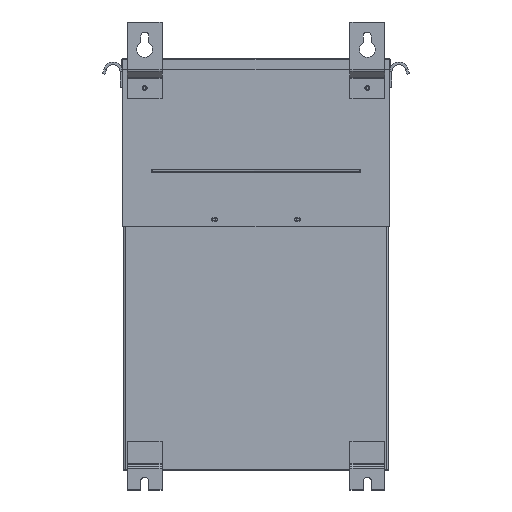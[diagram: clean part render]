
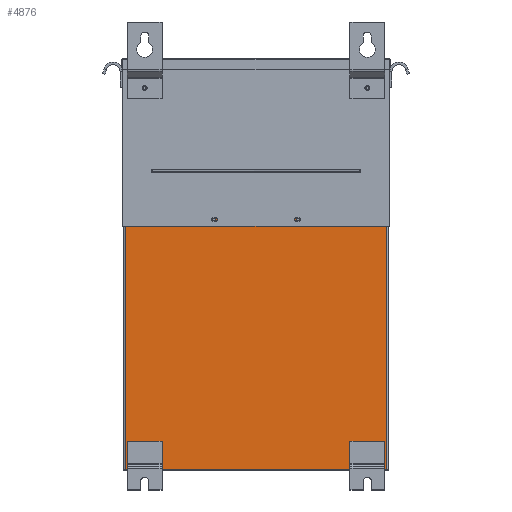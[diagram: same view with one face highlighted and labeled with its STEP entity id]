
A CAD part, top view. The second image highlights one B-rep face of the part: STEP entity #4876.
In plain terms, the highlighted face is planar.
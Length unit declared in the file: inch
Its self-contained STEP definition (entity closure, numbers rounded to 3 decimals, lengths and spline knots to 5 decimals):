
#369 = EDGE_CURVE ( 'NONE', #3507, #17904, #830, .T. ) ;
#371 = VERTEX_POINT ( 'NONE', #16854 ) ;
#830 = CIRCLE ( 'NONE', #15142, 0.1045 ) ;
#1547 = LINE ( 'NONE', #4733, #18217 ) ;
#1635 = CIRCLE ( 'NONE', #10805, 0.1045 ) ;
#1675 = DIRECTION ( 'NONE',  ( 0., 0., 1. ) ) ;
#2129 = EDGE_CURVE ( 'NONE', #371, #13422, #1547, .T. ) ;
#2528 = AXIS2_PLACEMENT_3D ( 'NONE', #11449, #1675, #13044 ) ;
#2635 = EDGE_CURVE ( 'NONE', #2772, #5590, #16932, .T. ) ;
#2772 = VERTEX_POINT ( 'NONE', #20623 ) ;
#2773 = EDGE_LOOP ( 'NONE', ( #5395, #16903 ) ) ;
#2788 = CARTESIAN_POINT ( 'NONE',  ( 0., 25.564, -0.06 ) ) ;
#2994 = ORIENTED_EDGE ( 'NONE', *, *, #4724, .F. ) ;
#3507 = VERTEX_POINT ( 'NONE', #7968 ) ;
#4076 = CARTESIAN_POINT ( 'NONE',  ( 0., 0., -0.06 ) ) ;
#4364 = CARTESIAN_POINT ( 'NONE',  ( 0., 25.564, -0.06 ) ) ;
#4416 = EDGE_CURVE ( 'NONE', #17904, #3507, #18133, .T. ) ;
#4423 = DIRECTION ( 'NONE',  ( -1., 0., 0. ) ) ;
#4577 = PLANE ( 'NONE',  #20495 ) ;
#4724 = EDGE_CURVE ( 'NONE', #18695, #12357, #13151, .T. ) ;
#4733 = CARTESIAN_POINT ( 'NONE',  ( 18.5, 0., -0.06 ) ) ;
#4876 = ADVANCED_FACE ( 'NONE', ( #9087, #13396, #18111 ), #4577, .T. ) ;
#5395 = ORIENTED_EDGE ( 'NONE', *, *, #9511, .T. ) ;
#5590 = VERTEX_POINT ( 'NONE', #9803 ) ;
#5822 = DIRECTION ( 'NONE',  ( 0., 1., 0. ) ) ;
#6402 = AXIS2_PLACEMENT_3D ( 'NONE', #13299, #13438, #16761 ) ;
#7298 = VECTOR ( 'NONE', #4423, 39.37008 ) ;
#7968 = CARTESIAN_POINT ( 'NONE',  ( 0.6045, 13.157, -0.06 ) ) ;
#8430 = CARTESIAN_POINT ( 'NONE',  ( 0.5, 19.157, -0.06 ) ) ;
#9087 = FACE_OUTER_BOUND ( 'NONE', #10389, .T. ) ;
#9152 = CARTESIAN_POINT ( 'NONE',  ( 0., 6.751, -0.06 ) ) ;
#9501 = DIRECTION ( 'NONE',  ( -1., 0., 0. ) ) ;
#9511 = EDGE_CURVE ( 'NONE', #5590, #2772, #1635, .T. ) ;
#9677 = ORIENTED_EDGE ( 'NONE', *, *, #20899, .F. ) ;
#9803 = CARTESIAN_POINT ( 'NONE',  ( 0.6045, 19.157, -0.06 ) ) ;
#9831 = DIRECTION ( 'NONE',  ( 1., 0., 0. ) ) ;
#10079 = DIRECTION ( 'NONE',  ( 1., 0., 0. ) ) ;
#10389 = EDGE_LOOP ( 'NONE', ( #11405, #14520, #9677, #2994 ) ) ;
#10805 = AXIS2_PLACEMENT_3D ( 'NONE', #8430, #19676, #10079 ) ;
#11405 = ORIENTED_EDGE ( 'NONE', *, *, #15177, .F. ) ;
#11449 = CARTESIAN_POINT ( 'NONE',  ( 0.5, 13.157, -0.06 ) ) ;
#12357 = VERTEX_POINT ( 'NONE', #9152 ) ;
#13044 = DIRECTION ( 'NONE',  ( 1., 0., 0. ) ) ;
#13151 = LINE ( 'NONE', #4076, #13661 ) ;
#13299 = CARTESIAN_POINT ( 'NONE',  ( 0.5, 19.157, -0.06 ) ) ;
#13396 = FACE_BOUND ( 'NONE', #16196, .T. ) ;
#13422 = VERTEX_POINT ( 'NONE', #13711 ) ;
#13438 = DIRECTION ( 'NONE',  ( 0., 0., 1. ) ) ;
#13661 = VECTOR ( 'NONE', #15408, 39.37008 ) ;
#13704 = CARTESIAN_POINT ( 'NONE',  ( 0.3955, 13.157, -0.06 ) ) ;
#13711 = CARTESIAN_POINT ( 'NONE',  ( 18.5, 25.564, -0.06 ) ) ;
#14136 = ORIENTED_EDGE ( 'NONE', *, *, #4416, .T. ) ;
#14520 = ORIENTED_EDGE ( 'NONE', *, *, #2129, .F. ) ;
#15142 = AXIS2_PLACEMENT_3D ( 'NONE', #16625, #16501, #16460 ) ;
#15177 = EDGE_CURVE ( 'NONE', #13422, #18695, #15368, .T. ) ;
#15368 = LINE ( 'NONE', #2788, #7298 ) ;
#15408 = DIRECTION ( 'NONE',  ( 0., -1., 0. ) ) ;
#16196 = EDGE_LOOP ( 'NONE', ( #17768, #14136 ) ) ;
#16460 = DIRECTION ( 'NONE',  ( 1., 0., 0. ) ) ;
#16501 = DIRECTION ( 'NONE',  ( 0., 0., 1. ) ) ;
#16625 = CARTESIAN_POINT ( 'NONE',  ( 0.5, 13.157, -0.06 ) ) ;
#16761 = DIRECTION ( 'NONE',  ( 1., 0., 0. ) ) ;
#16854 = CARTESIAN_POINT ( 'NONE',  ( 18.5, 6.751, -0.06 ) ) ;
#16903 = ORIENTED_EDGE ( 'NONE', *, *, #2635, .T. ) ;
#16932 = CIRCLE ( 'NONE', #6402, 0.1045 ) ;
#17453 = CARTESIAN_POINT ( 'NONE',  ( 0., 32.314, -0.06 ) ) ;
#17541 = VECTOR ( 'NONE', #9831, 39.37008 ) ;
#17768 = ORIENTED_EDGE ( 'NONE', *, *, #369, .T. ) ;
#17904 = VERTEX_POINT ( 'NONE', #13704 ) ;
#18049 = LINE ( 'NONE', #19417, #17541 ) ;
#18111 = FACE_BOUND ( 'NONE', #2773, .T. ) ;
#18133 = CIRCLE ( 'NONE', #2528, 0.1045 ) ;
#18217 = VECTOR ( 'NONE', #5822, 39.37008 ) ;
#18695 = VERTEX_POINT ( 'NONE', #4364 ) ;
#19071 = DIRECTION ( 'NONE',  ( 0., 0., -1. ) ) ;
#19417 = CARTESIAN_POINT ( 'NONE',  ( 0., 6.751, -0.06 ) ) ;
#19676 = DIRECTION ( 'NONE',  ( 0., 0., 1. ) ) ;
#20495 = AXIS2_PLACEMENT_3D ( 'NONE', #17453, #19071, #9501 ) ;
#20623 = CARTESIAN_POINT ( 'NONE',  ( 0.3955, 19.157, -0.06 ) ) ;
#20899 = EDGE_CURVE ( 'NONE', #12357, #371, #18049, .T. ) ;
